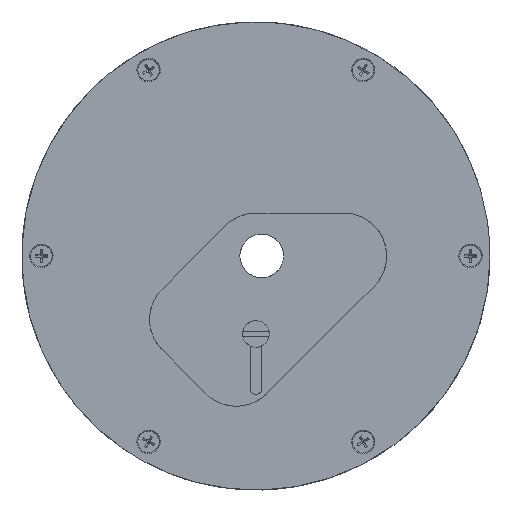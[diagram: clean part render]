
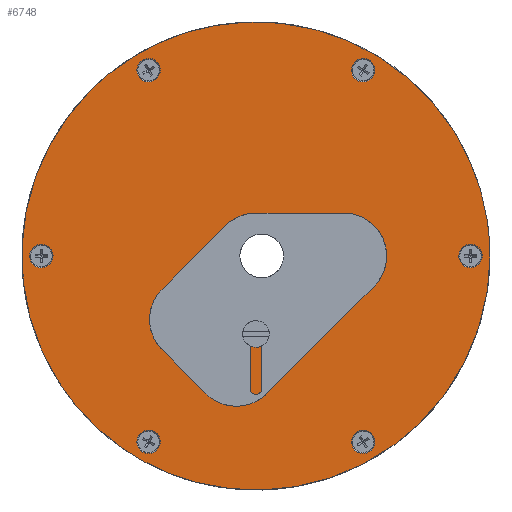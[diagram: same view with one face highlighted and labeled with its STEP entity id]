
A CAD part, top view. The second image highlights one B-rep face of the part: STEP entity #6748.
In plain terms, the highlighted free-form (B-spline) face has degree [1, 1] with [2, 2] control points.
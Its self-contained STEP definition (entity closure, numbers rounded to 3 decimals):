
#5659=CARTESIAN_POINT('V2',(30.5,2.0,
   47.631));
#5660=VERTEX_POINT('V2',#5659);
#5668=CARTESIAN_POINT('E3',(30.5,2.0,
   47.631));
#5669=CARTESIAN_POINT('E3',(30.5,2.0,
   52.828));
#5670=CARTESIAN_POINT('E3',(26.0,2.0,50.229));
#5671=CARTESIAN_POINT('E3',(21.5,2.0,
   47.631));
#5672=CARTESIAN_POINT('E3',(26.0,2.0,45.033));
#5673=CARTESIAN_POINT('E3',(30.5,2.0,
   42.435));
#5674=CARTESIAN_POINT('E3',(30.5,2.0,
   47.631));
#5682=(BOUNDED_CURVE()B_SPLINE_CURVE(2,(#5668,#5669,#5670,#5671,
   #5672,#5673,#5674),.CIRCULAR_ARC.,.T.,.U.)
   B_SPLINE_CURVE_WITH_KNOTS((3,2,2,3),(0.0,1.225,
   2.449,3.674),.UNSPECIFIED.)CURVE()
   GEOMETRIC_REPRESENTATION_ITEM()RATIONAL_B_SPLINE_CURVE((1.0,
   0.5,1.0,0.5,1.0,0.5,1.0)
   )REPRESENTATION_ITEM('E3'));
#5683=EDGE_CURVE('E3',#5660,#5660,#5682,.T.);
#5779=CARTESIAN_POINT('V4',(-24.5,2.0,
   47.631));
#5780=VERTEX_POINT('V4',#5779);
#5788=CARTESIAN_POINT('E6',(-24.5,2.0,
   47.631));
#5789=CARTESIAN_POINT('E6',(-24.5,2.0,
   52.828));
#5790=CARTESIAN_POINT('E6',(-29.0,2.0,50.229));
#5791=CARTESIAN_POINT('E6',(-33.5,2.0,
   47.631));
#5792=CARTESIAN_POINT('E6',(-29.0,2.0,45.033));
#5793=CARTESIAN_POINT('E6',(-24.5,2.0,
   42.435));
#5794=CARTESIAN_POINT('E6',(-24.5,2.0,
   47.631));
#5802=(BOUNDED_CURVE()B_SPLINE_CURVE(2,(#5788,#5789,#5790,#5791,
   #5792,#5793,#5794),.CIRCULAR_ARC.,.T.,.U.)
   B_SPLINE_CURVE_WITH_KNOTS((3,2,2,3),(0.0,1.225,
   2.449,3.674),.UNSPECIFIED.)CURVE()
   GEOMETRIC_REPRESENTATION_ITEM()RATIONAL_B_SPLINE_CURVE((1.0,
   0.5,1.0,0.5,1.0,0.5,1.0)
   )REPRESENTATION_ITEM('E6'));
#5803=EDGE_CURVE('E6',#5780,#5780,#5802,.T.);
#5899=CARTESIAN_POINT('V6',(-52.0,2.0,0.));
#5900=VERTEX_POINT('V6',#5899);
#5908=CARTESIAN_POINT('E9',(-52.0,2.0,0.));
#5909=CARTESIAN_POINT('E9',(-52.0,2.0,5.196));
#5910=CARTESIAN_POINT('E9',(-56.5,2.0,
   2.598));
#5911=CARTESIAN_POINT('E9',(-61.0,2.0,0.));
#5912=CARTESIAN_POINT('E9',(-56.5,2.0,
   -2.598));
#5913=CARTESIAN_POINT('E9',(-52.0,2.0,-5.196));
#5914=CARTESIAN_POINT('E9',(-52.0,2.0,0.));
#5922=(BOUNDED_CURVE()B_SPLINE_CURVE(2,(#5908,#5909,#5910,#5911,
   #5912,#5913,#5914),.CIRCULAR_ARC.,.T.,.U.)
   B_SPLINE_CURVE_WITH_KNOTS((3,2,2,3),(0.0,1.225,
   2.449,3.674),.UNSPECIFIED.)CURVE()
   GEOMETRIC_REPRESENTATION_ITEM()RATIONAL_B_SPLINE_CURVE((1.0,
   0.5,1.0,0.5,1.0,0.5,1.0)
   )REPRESENTATION_ITEM('E9'));
#5923=EDGE_CURVE('E9',#5900,#5900,#5922,.T.);
#6019=CARTESIAN_POINT('V8',(-24.5,2.0,
   -47.631));
#6020=VERTEX_POINT('V8',#6019);
#6028=CARTESIAN_POINT('E12',(-24.5,2.0,
   -47.631));
#6029=CARTESIAN_POINT('E12',(-24.5,2.0,
   -42.435));
#6030=CARTESIAN_POINT('E12',(-29.0,2.0,-45.033));
#6031=CARTESIAN_POINT('E12',(-33.5,2.0,
   -47.631));
#6032=CARTESIAN_POINT('E12',(-29.0,2.0,-50.229));
#6033=CARTESIAN_POINT('E12',(-24.5,2.0,
   -52.828));
#6034=CARTESIAN_POINT('E12',(-24.5,2.0,
   -47.631));
#6042=(BOUNDED_CURVE()B_SPLINE_CURVE(2,(#6028,#6029,#6030,#6031,
   #6032,#6033,#6034),.CIRCULAR_ARC.,.T.,.U.)
   B_SPLINE_CURVE_WITH_KNOTS((3,2,2,3),(0.0,1.225,
   2.449,3.674),.UNSPECIFIED.)CURVE()
   GEOMETRIC_REPRESENTATION_ITEM()RATIONAL_B_SPLINE_CURVE((1.0,
   0.5,1.0,0.5,1.0,0.5,1.0)
   )REPRESENTATION_ITEM('E12'));
#6043=EDGE_CURVE('E12',#6020,#6020,#6042,.T.);
#6139=CARTESIAN_POINT('V10',(30.5,2.0,
   -47.631));
#6140=VERTEX_POINT('V10',#6139);
#6148=CARTESIAN_POINT('E15',(30.5,2.0,
   -47.631));
#6149=CARTESIAN_POINT('E15',(30.5,2.0,
   -42.435));
#6150=CARTESIAN_POINT('E15',(26.0,2.0,-45.033));
#6151=CARTESIAN_POINT('E15',(21.5,2.0,
   -47.631));
#6152=CARTESIAN_POINT('E15',(26.0,2.0,-50.229));
#6153=CARTESIAN_POINT('E15',(30.5,2.0,
   -52.828));
#6154=CARTESIAN_POINT('E15',(30.5,2.0,
   -47.631));
#6162=(BOUNDED_CURVE()B_SPLINE_CURVE(2,(#6148,#6149,#6150,#6151,
   #6152,#6153,#6154),.CIRCULAR_ARC.,.T.,.U.)
   B_SPLINE_CURVE_WITH_KNOTS((3,2,2,3),(0.0,1.225,
   2.449,3.674),.UNSPECIFIED.)CURVE()
   GEOMETRIC_REPRESENTATION_ITEM()RATIONAL_B_SPLINE_CURVE((1.0,
   0.5,1.0,0.5,1.0,0.5,1.0)
   )REPRESENTATION_ITEM('E15'));
#6163=EDGE_CURVE('E15',#6140,#6140,#6162,.T.);
#6259=CARTESIAN_POINT('V12',(58.0,2.0,0.));
#6260=VERTEX_POINT('V12',#6259);
#6268=CARTESIAN_POINT('E18',(58.0,2.0,0.));
#6269=CARTESIAN_POINT('E18',(58.0,2.0,5.196));
#6270=CARTESIAN_POINT('E18',(53.5,2.0,
   2.598));
#6271=CARTESIAN_POINT('E18',(49.0,2.0,0.));
#6272=CARTESIAN_POINT('E18',(53.5,2.0,
   -2.598));
#6273=CARTESIAN_POINT('E18',(58.0,2.0,-5.196));
#6274=CARTESIAN_POINT('E18',(58.0,2.0,0.));
#6282=(BOUNDED_CURVE()B_SPLINE_CURVE(2,(#6268,#6269,#6270,#6271,
   #6272,#6273,#6274),.CIRCULAR_ARC.,.T.,.U.)
   B_SPLINE_CURVE_WITH_KNOTS((3,2,2,3),(0.0,1.225,
   2.449,3.674),.UNSPECIFIED.)CURVE()
   GEOMETRIC_REPRESENTATION_ITEM()RATIONAL_B_SPLINE_CURVE((1.0,
   0.5,1.0,0.5,1.0,0.5,1.0)
   )REPRESENTATION_ITEM('E18'));
#6283=EDGE_CURVE('E18',#6260,#6260,#6282,.T.);
#6364=CARTESIAN_POINT('V26',(0.,2.0,8.0));
#6365=VERTEX_POINT('V26',#6364);
#6371=CARTESIAN_POINT('V24',(22.5,2.0,8.0));
#6372=VERTEX_POINT('V24',#6371);
#6373=CARTESIAN_POINT('E39',(22.5,2.0,8.0));
#6374=CARTESIAN_POINT('E39',(0.,2.0,8.0));
#6375=B_SPLINE_CURVE_WITH_KNOTS('E39',1,(#6373,#6374),
   .POLYLINE_FORM.,.F.,.U.,(2,2),(0.0,5.33),
   .UNSPECIFIED.);
#6376=EDGE_CURVE('E39',#6372,#6365,#6375,.T.);
#6412=CARTESIAN_POINT('V22',(22.5,2.0,-8.0));
#6413=VERTEX_POINT('V22',#6412);
#6414=CARTESIAN_POINT('E36',(22.5,2.0,-8.0));
#6415=CARTESIAN_POINT('E36',(30.5,2.0,
   -8.));
#6416=CARTESIAN_POINT('E36',(30.5,2.0,0.)
   );
#6417=CARTESIAN_POINT('E36',(30.5,2.0,8.0));
#6418=CARTESIAN_POINT('E36',(22.5,2.0,8.0));
#6426=(BOUNDED_CURVE()B_SPLINE_CURVE(2,(#6414,#6415,#6416,#6417,
   #6418),.CIRCULAR_ARC.,.F.,.U.)B_SPLINE_CURVE_WITH_KNOTS((3,2,3),
   (0.0,3.791,7.581),.UNSPECIFIED.)CURVE()
   GEOMETRIC_REPRESENTATION_ITEM()RATIONAL_B_SPLINE_CURVE((1.0,
   0.707,1.0,0.707,1.0))REPRESENTATION_ITEM(
   'E36'));
#6427=EDGE_CURVE('E36',#6413,#6372,#6426,.T.);
#6460=CARTESIAN_POINT('V21',(0.,2.0,-8.0));
#6461=VERTEX_POINT('V21',#6460);
#6462=CARTESIAN_POINT('E33',(0.,2.0,-8.0));
#6463=CARTESIAN_POINT('E33',(22.5,2.0,-8.0));
#6464=B_SPLINE_CURVE_WITH_KNOTS('E33',1,(#6462,#6463),
   .POLYLINE_FORM.,.F.,.U.,(2,2),(0.0,5.33),
   .UNSPECIFIED.);
#6465=EDGE_CURVE('E33',#6461,#6413,#6464,.T.);
#6501=CARTESIAN_POINT('E42',(0.,2.0,8.0));
#6502=CARTESIAN_POINT('E42',(-8.,2.0,8.0));
#6503=CARTESIAN_POINT('E42',(-8.0,2.0,0.));
#6504=CARTESIAN_POINT('E42',(-8.,2.0,
   -8.));
#6505=CARTESIAN_POINT('E42',(0.,2.0,-8.0));
#6513=(BOUNDED_CURVE()B_SPLINE_CURVE(2,(#6501,#6502,#6503,#6504,
   #6505),.CIRCULAR_ARC.,.F.,.U.)B_SPLINE_CURVE_WITH_KNOTS((3,2,3),
   (0.0,3.791,7.581),.UNSPECIFIED.)CURVE()
   GEOMETRIC_REPRESENTATION_ITEM()RATIONAL_B_SPLINE_CURVE((1.0,
   0.707,1.0,0.707,1.0))REPRESENTATION_ITEM(
   'E42'));
#6514=EDGE_CURVE('E42',#6365,#6461,#6513,.T.);
#6557=CARTESIAN_POINT('V30',(1.0,2.0,20.0));
#6558=VERTEX_POINT('V30',#6557);
#6566=CARTESIAN_POINT('E48',(1.0,2.0,20.0));
#6567=CARTESIAN_POINT('E48',(1.0,2.0,21.732));
#6568=CARTESIAN_POINT('E48',(-0.5,2.0,
   20.866));
#6569=CARTESIAN_POINT('E48',(-2.0,2.0,20.0));
#6570=CARTESIAN_POINT('E48',(-0.5,2.0,
   19.134));
#6571=CARTESIAN_POINT('E48',(1.0,2.0,18.268));
#6572=CARTESIAN_POINT('E48',(1.0,2.0,20.0));
#6580=(BOUNDED_CURVE()B_SPLINE_CURVE(2,(#6566,#6567,#6568,#6569,
   #6570,#6571,#6572),.CIRCULAR_ARC.,.T.,.U.)
   B_SPLINE_CURVE_WITH_KNOTS((3,2,2,3),(0.0,0.821,
   1.641,2.462),.UNSPECIFIED.)CURVE()
   GEOMETRIC_REPRESENTATION_ITEM()RATIONAL_B_SPLINE_CURVE((1.0,
   0.5,1.0,0.5,1.0,0.5,1.0)
   )REPRESENTATION_ITEM('E48'));
#6581=EDGE_CURVE('E48',#6558,#6558,#6580,.T.);
#6685=CARTESIAN_POINT('V28',(60.0,2.0,0.0));
#6686=VERTEX_POINT('V28',#6685);
#6692=CARTESIAN_POINT('E45',(60.0,2.0,0.0));
#6693=CARTESIAN_POINT('E45',(60.0,2.0,103.923));
#6694=CARTESIAN_POINT('E45',(-30.0,2.0,51.962));
#6695=CARTESIAN_POINT('E45',(-120.0,2.0,0.));
#6696=CARTESIAN_POINT('E45',(-30.0,2.0,-51.962));
#6697=CARTESIAN_POINT('E45',(60.0,2.0,-103.923));
#6698=CARTESIAN_POINT('E45',(60.0,2.0,0.0));
#6706=(BOUNDED_CURVE()B_SPLINE_CURVE(2,(#6692,#6693,#6694,#6695,
   #6696,#6697,#6698),.CIRCULAR_ARC.,.T.,.U.)
   B_SPLINE_CURVE_WITH_KNOTS((3,2,2,3),(0.0,0.333,
   0.667,1.0),.UNSPECIFIED.)CURVE()
   GEOMETRIC_REPRESENTATION_ITEM()RATIONAL_B_SPLINE_CURVE((1.0,
   0.5,1.0,0.5,1.0,0.5,1.0)
   )REPRESENTATION_ITEM('E45'));
#6707=EDGE_CURVE('E45',#6686,#6686,#6706,.T.);
#6713=CARTESIAN_POINT('F20',(-63.0,2.0,63.0));
#6714=CARTESIAN_POINT('F20',(63.0,2.0,63.0));
#6715=CARTESIAN_POINT('F20',(-63.0,2.0,-63.0));
#6716=CARTESIAN_POINT('F20',(63.0,2.0,-63.0));
#6717=QUASI_UNIFORM_SURFACE('F20',1,1,((#6713,#6715),(#6714,#6716))
,.PLANE_SURF.,.F.,.F.,.U.);
#6718=ORIENTED_EDGE('E45',*,*,#6707,.F.);
#6719=EDGE_LOOP('F20',(#6718));
#6720=FACE_OUTER_BOUND('F20',#6719,.T.);
#6721=ORIENTED_EDGE('E48',*,*,#6581,.T.);
#6722=EDGE_LOOP('F20',(#6721));
#6723=FACE_BOUND('F20',#6722,.T.);
#6724=ORIENTED_EDGE('E3',*,*,#5683,.T.);
#6725=EDGE_LOOP('F20',(#6724));
#6726=FACE_BOUND('F20',#6725,.T.);
#6727=ORIENTED_EDGE('E6',*,*,#5803,.T.);
#6728=EDGE_LOOP('F20',(#6727));
#6729=FACE_BOUND('F20',#6728,.T.);
#6730=ORIENTED_EDGE('E9',*,*,#5923,.T.);
#6731=EDGE_LOOP('F20',(#6730));
#6732=FACE_BOUND('F20',#6731,.T.);
#6733=ORIENTED_EDGE('E12',*,*,#6043,.T.);
#6734=EDGE_LOOP('F20',(#6733));
#6735=FACE_BOUND('F20',#6734,.T.);
#6736=ORIENTED_EDGE('E15',*,*,#6163,.T.);
#6737=EDGE_LOOP('F20',(#6736));
#6738=FACE_BOUND('F20',#6737,.T.);
#6739=ORIENTED_EDGE('E18',*,*,#6283,.T.);
#6740=EDGE_LOOP('F20',(#6739));
#6741=FACE_BOUND('F20',#6740,.T.);
#6742=ORIENTED_EDGE('E33',*,*,#6465,.T.);
#6743=ORIENTED_EDGE('E36',*,*,#6427,.T.);
#6744=ORIENTED_EDGE('E39',*,*,#6376,.T.);
#6745=ORIENTED_EDGE('E42',*,*,#6514,.T.);
#6746=EDGE_LOOP('F20',(#6742,#6743,#6744,#6745));
#6747=FACE_BOUND('F20',#6746,.T.);
#6748=ADVANCED_FACE('F20',(#6720,#6723,#6726,#6729,#6732,#6735,#6738,
   #6741,#6747),#6717,.T.);
